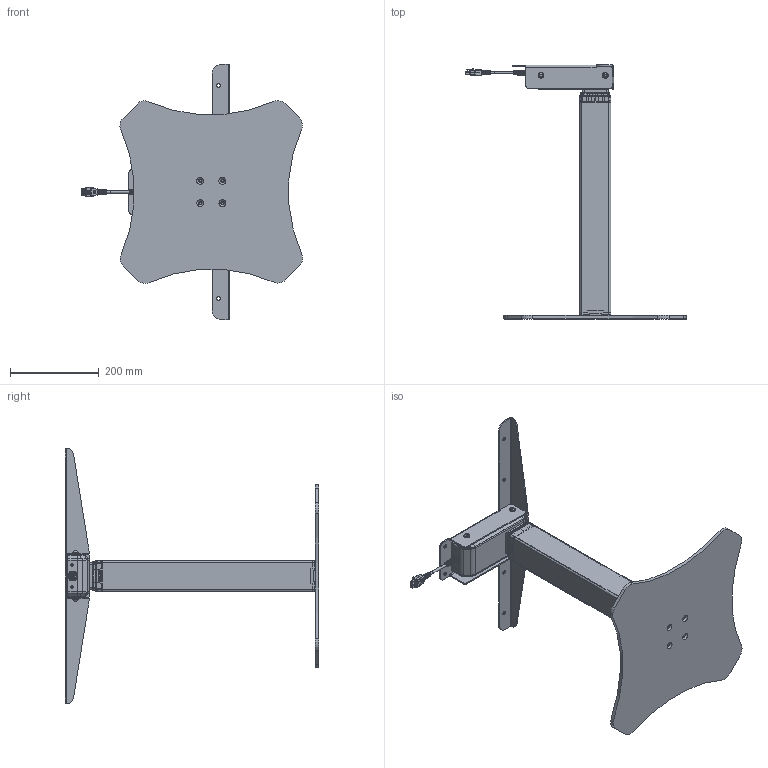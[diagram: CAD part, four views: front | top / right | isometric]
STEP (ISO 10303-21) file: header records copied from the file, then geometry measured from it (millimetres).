
FILE_DESCRIPTION(/* description */ (''),/* implementation_level */ '2;1');
FILE_NAME(/* name */ 'DS1.371.3.stp',/* time_stamp */ '2021-03-12T15:24:04+01:00',/* author */ (''),/* organization */ (''),/* preprocessor_version */ 'ST-DEVELOPER v16.7',/* originating_system */ 'SIEMENS PLM Software NX 12.0',/* authorisation */ '');
FILE_SCHEMA (('AUTOMOTIVE_DESIGN { 1 0 10303 214 3 1 1 1 }'));
Products named in the file (7): DD06.3P02; DD06.3P03; DD06.3P01; DS1.371.3P02; DS1.371.3P01; DD06.3_DETAILNX-ARRAGMNTArrangement 1; DS1.371.3
Assembly tree (6 placements, depth 3):
  DS1.371.3
    DD06.3_DETAILNX-ARRAGMNTArrangement 1
      DD06.3P01
      DD06.3P03
      DD06.3P02
    DS1.371.3P01
    DS1.371.3P02
Bounding box: 498.99 x 572 x 575 mm (x, y, z)
Volume: 2124223.2 mm3; surface area: 1346483.4 mm2
Topology: 16 solids, 21 shells, 3413 faces, 8736 edges, 5494 vertices
Faces by surface type: plane 2320, cylinder 567, cone 296, bspline 171, torus 49, sphere 4, revolution 4, extrusion 2
Full cylindrical faces by diameter (mm): 4.2 x2, 4.8 x6, 5 x9, 5.2 x32, 5.6 x3, 5.8 x3, 6 x4, 7 x4, 7.5 x4, 8.2 x6, 13 x4, 26 x1, 30 x1, 34 x1
Entity records: 108245 total; most frequent: CARTESIAN_POINT 26470, ORIENTED_EDGE 17108, DIRECTION 16254, EDGE_CURVE 8554, VECTOR 5950, LINE 5948, VERTEX_POINT 5450, AXIS2_PLACEMENT_3D 5150
